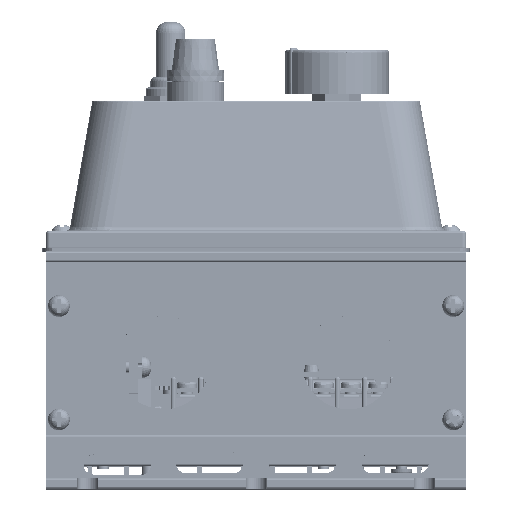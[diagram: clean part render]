
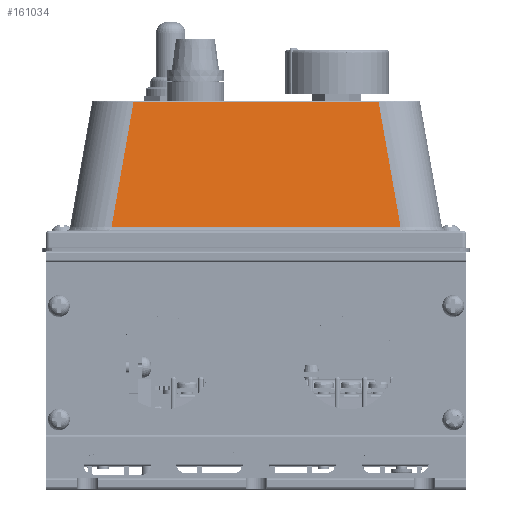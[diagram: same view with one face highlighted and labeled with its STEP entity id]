
A CAD part, top view. The second image highlights one B-rep face of the part: STEP entity #161034.
In plain terms, the highlighted face is planar.
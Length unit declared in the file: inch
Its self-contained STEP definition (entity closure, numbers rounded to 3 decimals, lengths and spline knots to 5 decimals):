
#8570 = DIRECTION ( 'NONE',  ( 0., -1., 0. ) ) ;
#12148 = PLANE ( 'NONE',  #94480 ) ;
#22747 = CARTESIAN_POINT ( 'NONE',  ( -0.63699, 3.20844, -0.00826 ) ) ;
#23923 = LINE ( 'NONE', #159270, #61506 ) ;
#26293 = DIRECTION ( 'NONE',  ( -0.174, 0., -0.985 ) ) ;
#28396 = VECTOR ( 'NONE', #8570, 39.37008 ) ;
#28789 = CARTESIAN_POINT ( 'NONE',  ( -0.89921, 0.03296, -1.49542 ) ) ;
#37753 = DIRECTION ( 'NONE',  ( 0.171, -0.171, 0.97 ) ) ;
#48949 = EDGE_CURVE ( 'NONE', #85648, #61986, #23923, .T. ) ;
#49758 = ORIENTED_EDGE ( 'NONE', *, *, #130619, .F. ) ;
#59199 = CARTESIAN_POINT ( 'NONE',  ( -0.89921, 0.03296, -1.49542 ) ) ;
#60240 = CARTESIAN_POINT ( 'NONE',  ( -0.63699, 3.20844, -0.00826 ) ) ;
#61506 = VECTOR ( 'NONE', #156583, 39.37008 ) ;
#61986 = VERTEX_POINT ( 'NONE', #59199 ) ;
#63986 = ORIENTED_EDGE ( 'NONE', *, *, #153505, .F. ) ;
#76825 = VERTEX_POINT ( 'NONE', #110748 ) ;
#85648 = VERTEX_POINT ( 'NONE', #163091 ) ;
#86141 = ORIENTED_EDGE ( 'NONE', *, *, #48949, .F. ) ;
#89893 = VECTOR ( 'NONE', #37753, 39.37008 ) ;
#93892 = VECTOR ( 'NONE', #128270, 39.37008 ) ;
#94480 = AXIS2_PLACEMENT_3D ( 'NONE', #179074, #111512, #26293 ) ;
#104073 = LINE ( 'NONE', #22747, #28396 ) ;
#110330 = EDGE_CURVE ( 'NONE', #76825, #129231, #163981, .T. ) ;
#110748 = CARTESIAN_POINT ( 'NONE',  ( -0.89921, 3.47067, -1.49542 ) ) ;
#111512 = DIRECTION ( 'NONE',  ( 0.985, 0., -0.174 ) ) ;
#118736 = ORIENTED_EDGE ( 'NONE', *, *, #110330, .F. ) ;
#123258 = CARTESIAN_POINT ( 'NONE',  ( -0.89921, 3.47067, -1.49542 ) ) ;
#128270 = DIRECTION ( 'NONE',  ( 0., 1., 0. ) ) ;
#129231 = VERTEX_POINT ( 'NONE', #60240 ) ;
#130619 = EDGE_CURVE ( 'NONE', #61986, #76825, #167780, .T. ) ;
#153505 = EDGE_CURVE ( 'NONE', #129231, #85648, #104073, .T. ) ;
#156583 = DIRECTION ( 'NONE',  ( -0.171, -0.171, -0.97 ) ) ;
#159270 = CARTESIAN_POINT ( 'NONE',  ( -0.63699, 0.29519, -0.00826 ) ) ;
#161034 = ADVANCED_FACE ( 'NONE', ( #173947 ), #12148, .F. ) ;
#162840 = EDGE_LOOP ( 'NONE', ( #63986, #118736, #49758, #86141 ) ) ;
#163091 = CARTESIAN_POINT ( 'NONE',  ( -0.63699, 0.29519, -0.00826 ) ) ;
#163981 = LINE ( 'NONE', #123258, #89893 ) ;
#167780 = LINE ( 'NONE', #28789, #93892 ) ;
#173947 = FACE_OUTER_BOUND ( 'NONE', #162840, .T. ) ;
#179074 = CARTESIAN_POINT ( 'NONE',  ( -0.90796, -0.74818, -1.545 ) ) ;
